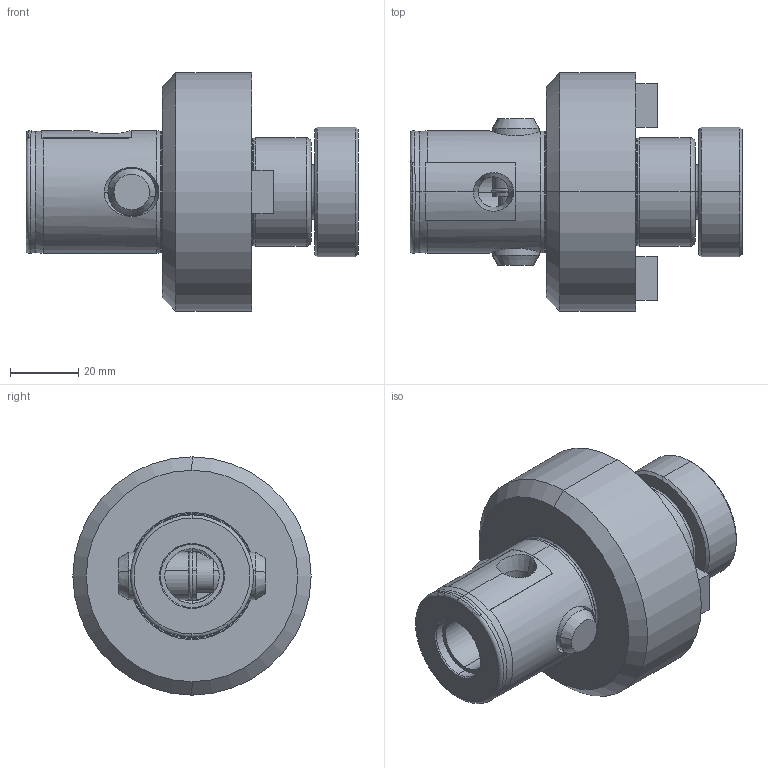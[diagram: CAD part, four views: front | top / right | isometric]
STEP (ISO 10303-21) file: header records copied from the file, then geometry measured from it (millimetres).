
FILE_DESCRIPTION (( 'STEP AP203' ), '1' );
FILE_NAME ('11.335.404.STEP', '2017-07-21T21:13:19', ( '' ), ( '' ), 'SwSTEP 2.0', 'SolidWorks 2016', '' );
FILE_SCHEMA (( 'CONFIG_CONTROL_DESIGN' ));
Length unit declared in the file: millimetre
Products named in the file (7): 11.690.712; 11.691.623; 11.335.404; 691-50XRing_10.691.506Ring; 10.691.50X_10.691.506
Assembly tree (7 placements, depth 3):
  11.335.404
    11.335.404
    11.691.623  x2
    10.691.50X_10.691.506
      10.691.50X_10.691.506
      691-50XRing_10.691.506Ring
    11.690.712
Bounding box: 97.36 x 69.85 x 69.85 mm (x, y, z)
Volume: 158599.5 mm3; surface area: 34814.6 mm2
Topology: 6 solids, 6 shells, 268 faces, 646 edges, 392 vertices
Faces by surface type: cone 110, cylinder 83, plane 56, torus 19
Entity records: 8631 total; most frequent: CARTESIAN_POINT 1849, DIRECTION 1410, ORIENTED_EDGE 1196, EDGE_CURVE 598, AXIS2_PLACEMENT_3D 585, VERTEX_POINT 366, CIRCLE 324, EDGE_LOOP 266
